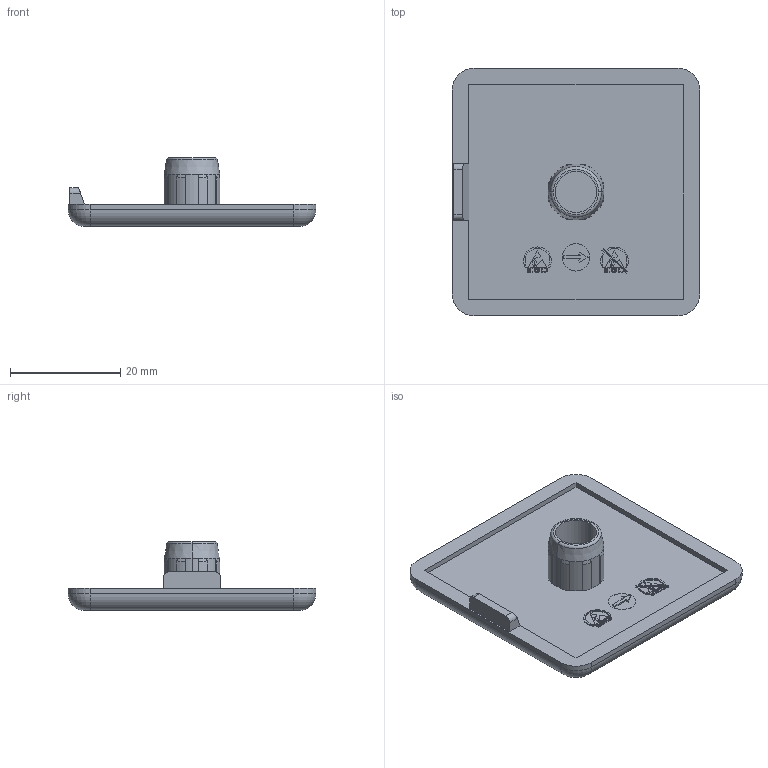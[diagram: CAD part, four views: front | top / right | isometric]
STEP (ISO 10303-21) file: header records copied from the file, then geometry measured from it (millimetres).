
FILE_DESCRIPTION (( 'STEP AP214' ), '1' );
FILE_NAME ('091011.STEP', '2014-05-27T09:40:42', ( '' ), ( '' ), 'SwSTEP 2.0', 'SolidWorks 2014', '' );
FILE_SCHEMA (( 'AUTOMOTIVE_DESIGN' ));
Length unit declared in the file: millimetre
Products named in the file (1): 091011
Bounding box: 45 x 45 x 12.5 mm (x, y, z)
Volume: 6596.1 mm3; surface area: 5250.8 mm2
Topology: 1 solids, 1 shells, 314 faces, 856 edges, 561 vertices
Faces by surface type: plane 251, cylinder 43, cone 10, torus 6, bspline 4
Entity records: 9853 total; most frequent: CARTESIAN_POINT 1838, ORIENTED_EDGE 1712, DIRECTION 1563, EDGE_CURVE 856, LINE 719, VECTOR 719, VERTEX_POINT 561, AXIS2_PLACEMENT_3D 422
